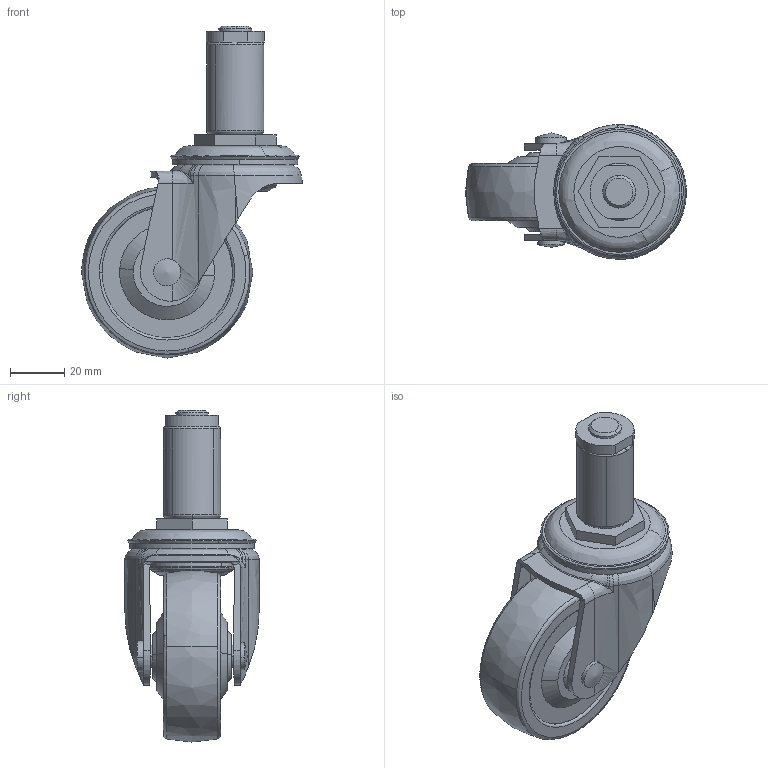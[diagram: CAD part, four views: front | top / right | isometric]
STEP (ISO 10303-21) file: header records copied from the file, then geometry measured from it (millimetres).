
FILE_DESCRIPTION((''),'2;1');
FILE_NAME('','2005-12-15T16:31:58',(''),(''),'','CADfix','');
FILE_SCHEMA(('AUTOMOTIVE_DESIGN'));
Length unit declared in the file: millimetre
Products named in the file (5): wheel; main shaft; body; axle; No_205_d21_21549_36
Assembly tree (4 placements, depth 2):
  No_205_d21_21549_36
    wheel
    main shaft
    body
    axle
Bounding box: 81.25 x 49.5 x 122 mm (x, y, z)
Volume: 106493.7 mm3; surface area: 30904.6 mm2
Topology: 4 solids, 4 shells, 206 faces, 624 edges, 439 vertices
Faces by surface type: bspline 206
Entity records: 9747 total; most frequent: CARTESIAN_POINT 6362, ORIENTED_EDGE 1244, EDGE_CURVE 622, VERTEX_POINT 439, EDGE_LOOP 229, FACE_OUTER_BOUND 206, ADVANCED_FACE 206, QUASI_UNIFORM_CURVE 147
